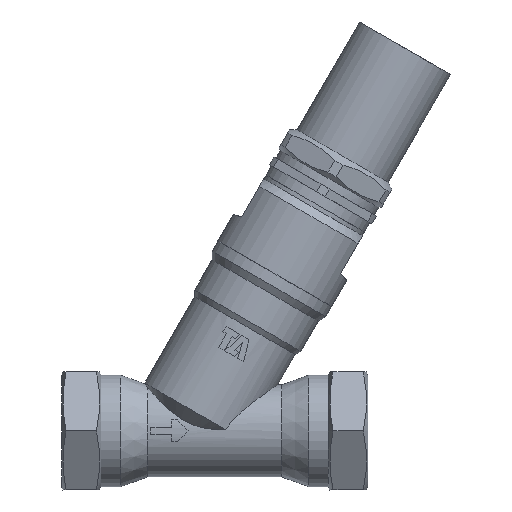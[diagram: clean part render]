
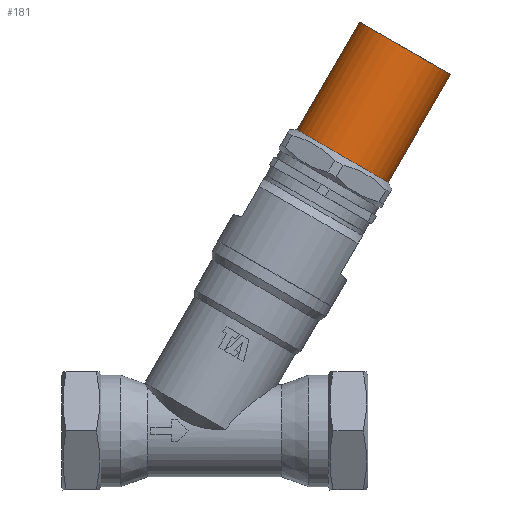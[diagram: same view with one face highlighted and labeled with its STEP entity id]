
A CAD part, front view. The second image highlights one B-rep face of the part: STEP entity #181.
In plain terms, the highlighted cylindrical face has radius 12 mm (diameter 24 mm), a full revolution.
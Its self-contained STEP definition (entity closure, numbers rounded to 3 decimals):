
#181 = ADVANCED_FACE( '', ( #429, #430 ), #431, .T. );
#429 = FACE_OUTER_BOUND( '', #684, .T. );
#430 = FACE_OUTER_BOUND( '', #685, .T. );
#431 = CYLINDRICAL_SURFACE( '', #686, 12. );
#684 = EDGE_LOOP( '', ( #1497 ) );
#685 = EDGE_LOOP( '', ( #1498 ) );
#686 = AXIS2_PLACEMENT_3D( '', #1499, #1500, #1501 );
#1497 = ORIENTED_EDGE( '', *, *, #1610, .T. );
#1498 = ORIENTED_EDGE( '', *, *, #1579, .F. );
#1499 = CARTESIAN_POINT( '', ( 17.625, 0., 30.527 ) );
#1500 = DIRECTION( '', ( 0.5, 0., 0.866 ) );
#1501 = DIRECTION( '', ( -0.866, 0., 0.5 ) );
#1579 = EDGE_CURVE( '', #1864, #1864, #1865, .T. );
#1610 = EDGE_CURVE( '', #1919, #1919, #1920, .T. );
#1864 = VERTEX_POINT( '', #2374 );
#1865 = CIRCLE( '', #2375, 12. );
#1919 = VERTEX_POINT( '', #2558 );
#1920 = CIRCLE( '', #2559, 12. );
#2374 = CARTESIAN_POINT( '', ( 25.858, 0., 68.787 ) );
#2375 = AXIS2_PLACEMENT_3D( '', #3336, #3337, #3338 );
#2558 = CARTESIAN_POINT( '', ( 40.108, 0., 93.469 ) );
#2559 = AXIS2_PLACEMENT_3D( '', #3383, #3384, #3385 );
#3336 = CARTESIAN_POINT( '', ( 36.25, 0., 62.787 ) );
#3337 = DIRECTION( '', ( -0.5, 0., -0.866 ) );
#3338 = DIRECTION( '', ( -0.866, 0., 0.5 ) );
#3383 = CARTESIAN_POINT( '', ( 50.5, 0., 87.469 ) );
#3384 = DIRECTION( '', ( -0.5, 0., -0.866 ) );
#3385 = DIRECTION( '', ( -0.866, 0., 0.5 ) );
